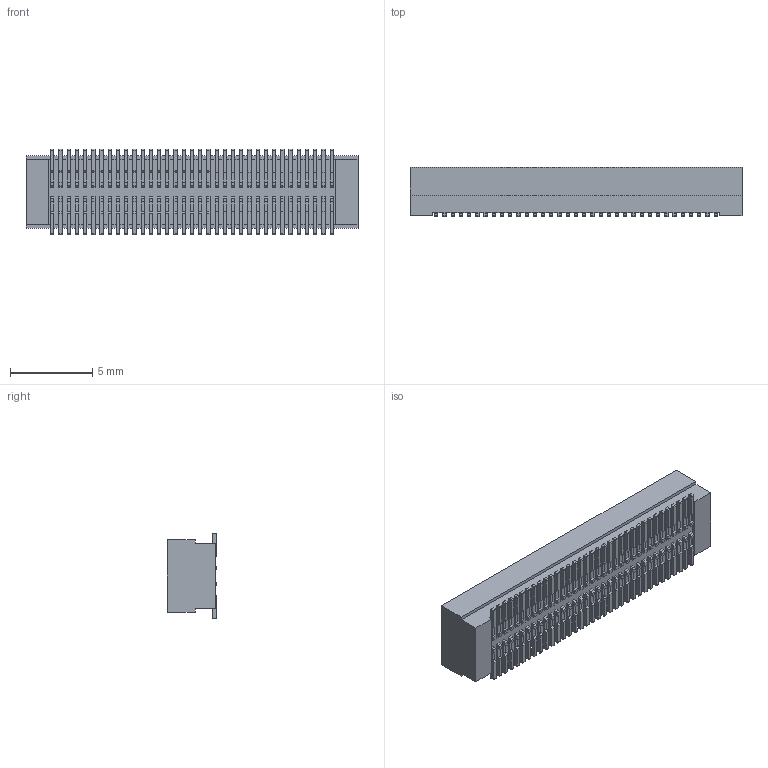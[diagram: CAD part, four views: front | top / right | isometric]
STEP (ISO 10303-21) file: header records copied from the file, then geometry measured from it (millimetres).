
FILE_DESCRIPTION((''),'2;1');
FILE_NAME('ASM0002_ASM','2023-02-24T',('工程三'),(''),'PRO/ENGINEER BY PARAMETRIC TECHNOLOGY CORPORATION, 2010280','PRO/ENGINEER BY PARAMETRIC TECHNOLOGY CORPORATION, 2010280','');
FILE_SCHEMA(('CONFIG_CONTROL_DESIGN'));
Products named in the file (1): ASM0002_ASM
Bounding box: 20.2 x 3 x 5.2 mm (x, y, z)
Volume: 179.1 mm3; surface area: 917.6 mm2
Topology: 1 solids, 1 shells, 2732 faces, 7826 edges, 5168 vertices
Faces by surface type: plane 2592, cylinder 140
Entity records: 87444 total; most frequent: CARTESIAN_POINT 15726, ORIENTED_EDGE 15652, DIRECTION 13570, EDGE_CURVE 7826, VECTOR 7546, LINE 7546, VERTEX_POINT 5168, AXIS2_PLACEMENT_3D 3012
